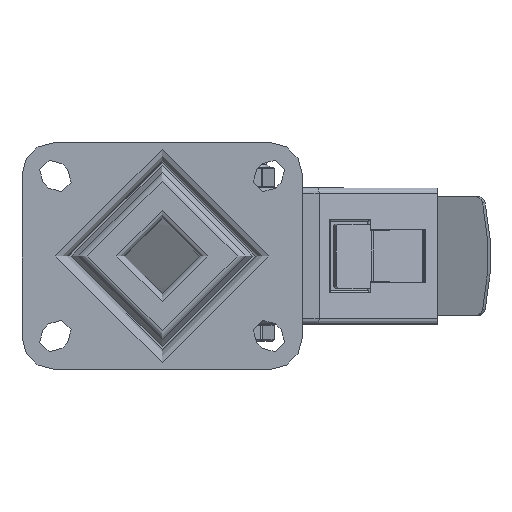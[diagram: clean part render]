
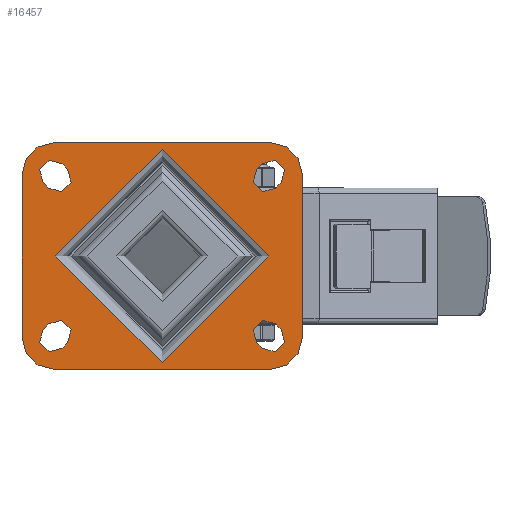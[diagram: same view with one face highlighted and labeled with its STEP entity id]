
A CAD part, top view. The second image highlights one B-rep face of the part: STEP entity #16457.
In plain terms, the highlighted planar face has unit normal (0, 0, 1).
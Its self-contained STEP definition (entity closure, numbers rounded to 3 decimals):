
#1022=FACE_BOUND('',#2814,.T.);
#1023=FACE_BOUND('',#2815,.T.);
#1024=FACE_BOUND('',#2816,.T.);
#1025=FACE_BOUND('',#2817,.T.);
#1026=FACE_BOUND('',#2818,.T.);
#1274=PLANE('',#17795);
#1836=FACE_OUTER_BOUND('',#2813,.T.);
#2813=EDGE_LOOP('',(#12098,#12099,#12100,#12101,#12102,#12103,#12104,#12105));
#2814=EDGE_LOOP('',(#12106));
#2815=EDGE_LOOP('',(#12107,#12108,#12109,#12110));
#2816=EDGE_LOOP('',(#12111,#12112,#12113,#12114));
#2817=EDGE_LOOP('',(#12115,#12116,#12117,#12118));
#2818=EDGE_LOOP('',(#12119,#12120,#12121,#12122));
#4143=LINE('',#24200,#5494);
#4144=LINE('',#24201,#5495);
#4145=LINE('',#24202,#5496);
#4146=LINE('',#24203,#5497);
#4147=LINE('',#24204,#5498);
#4148=LINE('',#24205,#5499);
#4149=LINE('',#24206,#5500);
#4150=LINE('',#24207,#5501);
#4151=LINE('',#24208,#5502);
#4152=LINE('',#24209,#5503);
#4153=LINE('',#24210,#5504);
#4154=LINE('',#24211,#5505);
#5494=VECTOR('',#19924,1000.);
#5495=VECTOR('',#19925,1000.);
#5496=VECTOR('',#19926,1000.);
#5497=VECTOR('',#19927,1000.);
#5498=VECTOR('',#19928,1000.);
#5499=VECTOR('',#19929,1000.);
#5500=VECTOR('',#19930,1000.);
#5501=VECTOR('',#19931,1000.);
#5502=VECTOR('',#19932,1000.);
#5503=VECTOR('',#19933,1000.);
#5504=VECTOR('',#19934,1000.);
#5505=VECTOR('',#19935,1000.);
#6468=CIRCLE('',#17491,5.);
#6471=CIRCLE('',#17495,5.);
#6472=CIRCLE('',#17497,5.);
#6475=CIRCLE('',#17501,5.);
#6476=CIRCLE('',#17503,5.);
#6479=CIRCLE('',#17507,5.);
#6480=CIRCLE('',#17509,5.);
#6483=CIRCLE('',#17513,5.);
#6485=CIRCLE('',#17516,12.);
#6487=CIRCLE('',#17519,12.);
#6489=CIRCLE('',#17522,12.);
#6491=CIRCLE('',#17525,12.);
#6500=CIRCLE('',#17539,40.);
#7044=VERTEX_POINT('',#23168);
#7045=VERTEX_POINT('',#23169);
#7050=VERTEX_POINT('',#23180);
#7051=VERTEX_POINT('',#23182);
#7052=VERTEX_POINT('',#23186);
#7053=VERTEX_POINT('',#23187);
#7058=VERTEX_POINT('',#23198);
#7059=VERTEX_POINT('',#23200);
#7060=VERTEX_POINT('',#23204);
#7061=VERTEX_POINT('',#23205);
#7066=VERTEX_POINT('',#23216);
#7067=VERTEX_POINT('',#23218);
#7068=VERTEX_POINT('',#23222);
#7069=VERTEX_POINT('',#23223);
#7074=VERTEX_POINT('',#23234);
#7075=VERTEX_POINT('',#23236);
#7078=VERTEX_POINT('',#23243);
#7079=VERTEX_POINT('',#23245);
#7082=VERTEX_POINT('',#23252);
#7083=VERTEX_POINT('',#23254);
#7086=VERTEX_POINT('',#23261);
#7087=VERTEX_POINT('',#23263);
#7090=VERTEX_POINT('',#23270);
#7091=VERTEX_POINT('',#23272);
#7098=VERTEX_POINT('',#23296);
#8666=EDGE_CURVE('',#7044,#7045,#6468,.T.);
#8672=EDGE_CURVE('',#7050,#7051,#6471,.T.);
#8674=EDGE_CURVE('',#7052,#7053,#6472,.T.);
#8680=EDGE_CURVE('',#7058,#7059,#6475,.T.);
#8682=EDGE_CURVE('',#7060,#7061,#6476,.T.);
#8688=EDGE_CURVE('',#7066,#7067,#6479,.T.);
#8690=EDGE_CURVE('',#7068,#7069,#6480,.T.);
#8696=EDGE_CURVE('',#7074,#7075,#6483,.T.);
#8700=EDGE_CURVE('',#7078,#7079,#6485,.T.);
#8704=EDGE_CURVE('',#7082,#7083,#6487,.T.);
#8708=EDGE_CURVE('',#7086,#7087,#6489,.T.);
#8712=EDGE_CURVE('',#7090,#7091,#6491,.T.);
#8724=EDGE_CURVE('',#7098,#7098,#6500,.T.);
#9180=EDGE_CURVE('',#7087,#7090,#4143,.T.);
#9181=EDGE_CURVE('',#7083,#7086,#4144,.T.);
#9182=EDGE_CURVE('',#7079,#7082,#4145,.T.);
#9183=EDGE_CURVE('',#7091,#7078,#4146,.T.);
#9184=EDGE_CURVE('',#7069,#7074,#4147,.T.);
#9185=EDGE_CURVE('',#7075,#7068,#4148,.T.);
#9186=EDGE_CURVE('',#7061,#7066,#4149,.T.);
#9187=EDGE_CURVE('',#7067,#7060,#4150,.T.);
#9188=EDGE_CURVE('',#7053,#7058,#4151,.T.);
#9189=EDGE_CURVE('',#7059,#7052,#4152,.T.);
#9190=EDGE_CURVE('',#7045,#7050,#4153,.T.);
#9191=EDGE_CURVE('',#7051,#7044,#4154,.T.);
#12098=ORIENTED_EDGE('',*,*,#8712,.F.);
#12099=ORIENTED_EDGE('',*,*,#9180,.F.);
#12100=ORIENTED_EDGE('',*,*,#8708,.F.);
#12101=ORIENTED_EDGE('',*,*,#9181,.F.);
#12102=ORIENTED_EDGE('',*,*,#8704,.F.);
#12103=ORIENTED_EDGE('',*,*,#9182,.F.);
#12104=ORIENTED_EDGE('',*,*,#8700,.F.);
#12105=ORIENTED_EDGE('',*,*,#9183,.F.);
#12106=ORIENTED_EDGE('',*,*,#8724,.F.);
#12107=ORIENTED_EDGE('',*,*,#8696,.F.);
#12108=ORIENTED_EDGE('',*,*,#9184,.F.);
#12109=ORIENTED_EDGE('',*,*,#8690,.F.);
#12110=ORIENTED_EDGE('',*,*,#9185,.F.);
#12111=ORIENTED_EDGE('',*,*,#8688,.F.);
#12112=ORIENTED_EDGE('',*,*,#9186,.F.);
#12113=ORIENTED_EDGE('',*,*,#8682,.F.);
#12114=ORIENTED_EDGE('',*,*,#9187,.F.);
#12115=ORIENTED_EDGE('',*,*,#8680,.F.);
#12116=ORIENTED_EDGE('',*,*,#9188,.F.);
#12117=ORIENTED_EDGE('',*,*,#8674,.F.);
#12118=ORIENTED_EDGE('',*,*,#9189,.F.);
#12119=ORIENTED_EDGE('',*,*,#8672,.F.);
#12120=ORIENTED_EDGE('',*,*,#9190,.F.);
#12121=ORIENTED_EDGE('',*,*,#8666,.F.);
#12122=ORIENTED_EDGE('',*,*,#9191,.F.);
#16457=ADVANCED_FACE('',(#1836,#1022,#1023,#1024,#1025,#1026),#1274,.T.);
#17491=AXIS2_PLACEMENT_3D('',#23170,#18937,#18938);
#17495=AXIS2_PLACEMENT_3D('',#23183,#18948,#18949);
#17497=AXIS2_PLACEMENT_3D('',#23188,#18953,#18954);
#17501=AXIS2_PLACEMENT_3D('',#23201,#18964,#18965);
#17503=AXIS2_PLACEMENT_3D('',#23206,#18969,#18970);
#17507=AXIS2_PLACEMENT_3D('',#23219,#18980,#18981);
#17509=AXIS2_PLACEMENT_3D('',#23224,#18985,#18986);
#17513=AXIS2_PLACEMENT_3D('',#23237,#18996,#18997);
#17516=AXIS2_PLACEMENT_3D('',#23246,#19004,#19005);
#17519=AXIS2_PLACEMENT_3D('',#23255,#19012,#19013);
#17522=AXIS2_PLACEMENT_3D('',#23264,#19020,#19021);
#17525=AXIS2_PLACEMENT_3D('',#23273,#19028,#19029);
#17539=AXIS2_PLACEMENT_3D('',#23297,#19059,#19060);
#17795=AXIS2_PLACEMENT_3D('',#24199,#19922,#19923);
#18937=DIRECTION('center_axis',(0.,0.,1.));
#18938=DIRECTION('ref_axis',(-1.,0.,0.));
#18948=DIRECTION('center_axis',(0.,0.,1.));
#18949=DIRECTION('ref_axis',(-1.,0.,0.));
#18953=DIRECTION('center_axis',(0.,0.,1.));
#18954=DIRECTION('ref_axis',(-1.,0.,0.));
#18964=DIRECTION('center_axis',(0.,0.,1.));
#18965=DIRECTION('ref_axis',(-1.,0.,0.));
#18969=DIRECTION('center_axis',(0.,0.,1.));
#18970=DIRECTION('ref_axis',(1.,0.,0.));
#18980=DIRECTION('center_axis',(0.,0.,1.));
#18981=DIRECTION('ref_axis',(1.,0.,0.));
#18985=DIRECTION('center_axis',(0.,0.,1.));
#18986=DIRECTION('ref_axis',(1.,0.,0.));
#18996=DIRECTION('center_axis',(0.,0.,1.));
#18997=DIRECTION('ref_axis',(1.,0.,0.));
#19004=DIRECTION('center_axis',(0.,0.,-1.));
#19005=DIRECTION('ref_axis',(-0.707,0.707,0.));
#19012=DIRECTION('center_axis',(0.,0.,-1.));
#19013=DIRECTION('ref_axis',(0.707,0.707,0.));
#19020=DIRECTION('center_axis',(0.,0.,-1.));
#19021=DIRECTION('ref_axis',(0.707,-0.707,0.));
#19028=DIRECTION('center_axis',(0.,0.,-1.));
#19029=DIRECTION('ref_axis',(-0.707,-0.707,0.));
#19059=DIRECTION('center_axis',(0.,0.,1.));
#19060=DIRECTION('ref_axis',(1.,0.,0.));
#19922=DIRECTION('center_axis',(0.,0.,1.));
#19923=DIRECTION('ref_axis',(1.,0.,0.));
#19924=DIRECTION('',(-1.,0.,0.));
#19925=DIRECTION('',(0.,-1.,0.));
#19926=DIRECTION('',(1.,0.,0.));
#19927=DIRECTION('',(0.,1.,0.));
#19928=DIRECTION('',(0.707,-0.707,0.));
#19929=DIRECTION('',(-0.707,0.707,0.));
#19930=DIRECTION('',(0.707,0.707,0.));
#19931=DIRECTION('',(-0.707,-0.707,0.));
#19932=DIRECTION('',(-0.707,-0.707,0.));
#19933=DIRECTION('',(0.707,0.707,0.));
#19934=DIRECTION('',(-0.707,0.707,0.));
#19935=DIRECTION('',(0.707,-0.707,0.));
#23168=CARTESIAN_POINT('',(37.525,-34.596,2.5));
#23169=CARTESIAN_POINT('',(44.596,-27.525,2.5));
#23170=CARTESIAN_POINT('Origin',(41.061,-31.061,2.5));
#23180=CARTESIAN_POINT('',(42.475,-25.404,2.5));
#23182=CARTESIAN_POINT('',(35.404,-32.475,2.5));
#23183=CARTESIAN_POINT('Origin',(38.939,-28.939,2.5));
#23186=CARTESIAN_POINT('',(44.596,27.525,2.5));
#23187=CARTESIAN_POINT('',(37.525,34.596,2.5));
#23188=CARTESIAN_POINT('Origin',(41.061,31.061,2.5));
#23198=CARTESIAN_POINT('',(35.404,32.475,2.5));
#23200=CARTESIAN_POINT('',(42.475,25.404,2.5));
#23201=CARTESIAN_POINT('Origin',(38.939,28.939,2.5));
#23204=CARTESIAN_POINT('',(-44.596,-27.525,2.5));
#23205=CARTESIAN_POINT('',(-37.525,-34.596,2.5));
#23206=CARTESIAN_POINT('Origin',(-41.061,-31.061,2.5));
#23216=CARTESIAN_POINT('',(-35.404,-32.475,2.5));
#23218=CARTESIAN_POINT('',(-42.475,-25.404,2.5));
#23219=CARTESIAN_POINT('Origin',(-38.939,-28.939,2.5));
#23222=CARTESIAN_POINT('',(-37.525,34.596,2.5));
#23223=CARTESIAN_POINT('',(-44.596,27.525,2.5));
#23224=CARTESIAN_POINT('Origin',(-41.061,31.061,2.5));
#23234=CARTESIAN_POINT('',(-42.475,25.404,2.5));
#23236=CARTESIAN_POINT('',(-35.404,32.475,2.5));
#23237=CARTESIAN_POINT('Origin',(-38.939,28.939,2.5));
#23243=CARTESIAN_POINT('',(-52.5,30.5,2.5));
#23245=CARTESIAN_POINT('',(-40.5,42.5,2.5));
#23246=CARTESIAN_POINT('Origin',(-40.5,30.5,2.5));
#23252=CARTESIAN_POINT('',(40.5,42.5,2.5));
#23254=CARTESIAN_POINT('',(52.5,30.5,2.5));
#23255=CARTESIAN_POINT('Origin',(40.5,30.5,2.5));
#23261=CARTESIAN_POINT('',(52.5,-30.5,2.5));
#23263=CARTESIAN_POINT('',(40.5,-42.5,2.5));
#23264=CARTESIAN_POINT('Origin',(40.5,-30.5,2.5));
#23270=CARTESIAN_POINT('',(-40.5,-42.5,2.5));
#23272=CARTESIAN_POINT('',(-52.5,-30.5,2.5));
#23273=CARTESIAN_POINT('Origin',(-40.5,-30.5,2.5));
#23296=CARTESIAN_POINT('',(40.,0.,2.5));
#23297=CARTESIAN_POINT('Origin',(0.,0.,2.5));
#24199=CARTESIAN_POINT('Origin',(0.,0.,2.5));
#24200=CARTESIAN_POINT('',(52.5,-42.5,2.5));
#24201=CARTESIAN_POINT('',(52.5,42.5,2.5));
#24202=CARTESIAN_POINT('',(-52.5,42.5,2.5));
#24203=CARTESIAN_POINT('',(-52.5,-42.5,2.5));
#24204=CARTESIAN_POINT('',(-44.596,27.525,2.5));
#24205=CARTESIAN_POINT('',(-37.525,34.596,2.5));
#24206=CARTESIAN_POINT('',(-37.525,-34.596,2.5));
#24207=CARTESIAN_POINT('',(-44.596,-27.525,2.5));
#24208=CARTESIAN_POINT('',(37.525,34.596,2.5));
#24209=CARTESIAN_POINT('',(44.596,27.525,2.5));
#24210=CARTESIAN_POINT('',(44.596,-27.525,2.5));
#24211=CARTESIAN_POINT('',(37.525,-34.596,2.5));
